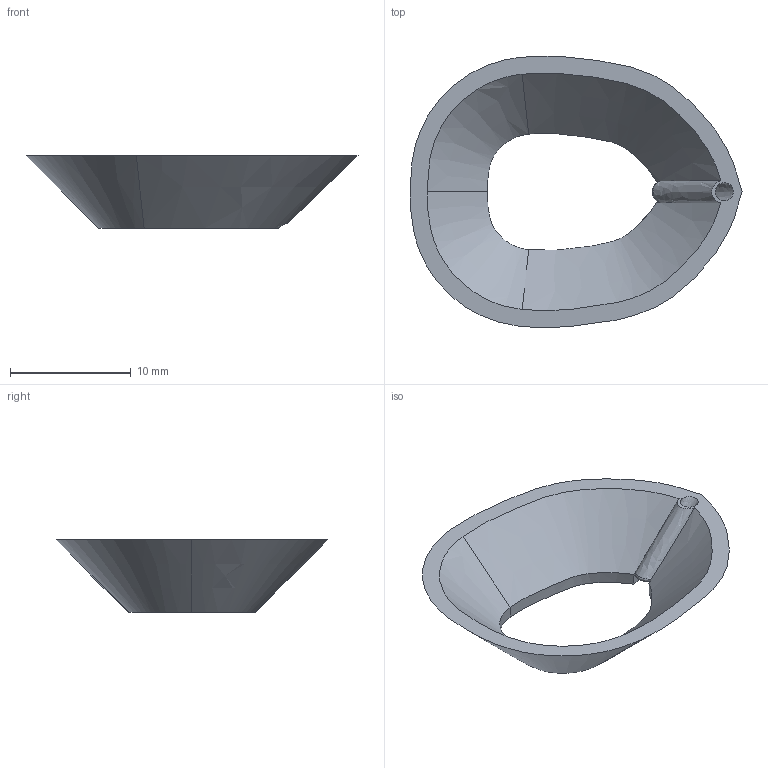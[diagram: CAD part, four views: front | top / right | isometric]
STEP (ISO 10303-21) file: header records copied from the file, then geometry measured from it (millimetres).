
FILE_DESCRIPTION(/* description */ (''),/* implementation_level */ '2;1');
FILE_NAME(/* name */ 'Luigi_cone.step',/* time_stamp */ '2025-07-22T10:29:19+02:00',/* author */ (''),/* organization */ (''),/* preprocessor_version */ 'ST-DEVELOPER v20.1',/* originating_system */ 'Autodesk Translation Framework v14.10.0.0',/* authorisation */ '');
FILE_SCHEMA (('AUTOMOTIVE_DESIGN { 1 0 10303 214 3 1 1 }'));
Length unit declared in the file: millimetre
Products named in the file (1): FusionComponent
Bounding box: 27.55 x 22.54 x 6 mm (x, y, z)
Volume: 445.1 mm3; surface area: 1094.5 mm2
Topology: 1 solids, 1 shells, 23 faces, 65 edges, 42 vertices
Faces by surface type: bspline 20, plane 3
Entity records: 2685 total; most frequent: CARTESIAN_POINT 2225, ORIENTED_EDGE 130, EDGE_CURVE 65, B_SPLINE_CURVE_WITH_KNOTS 53, VERTEX_POINT 42, EDGE_LOOP 25, FACE_OUTER_BOUND 23, ADVANCED_FACE 23
